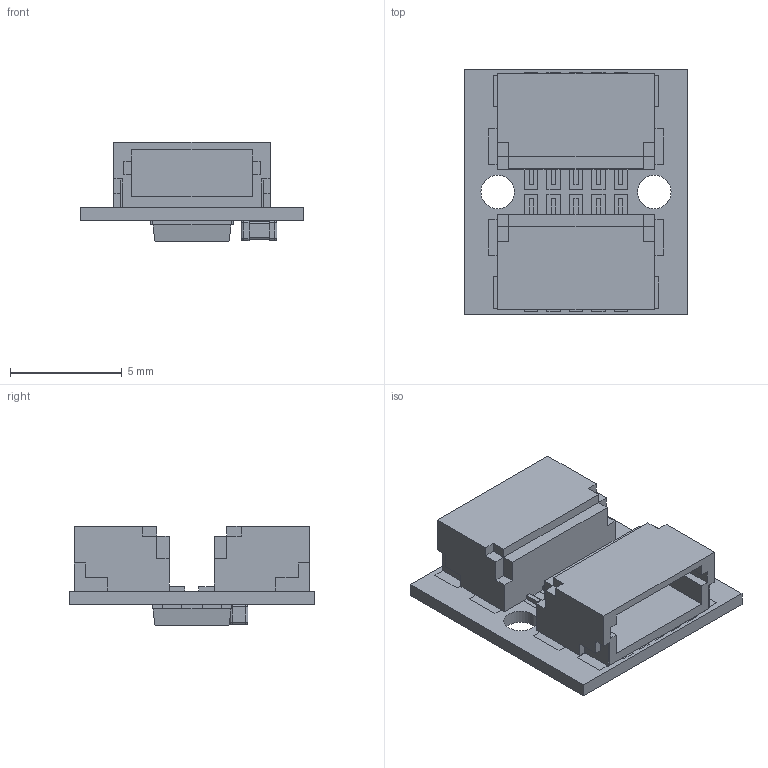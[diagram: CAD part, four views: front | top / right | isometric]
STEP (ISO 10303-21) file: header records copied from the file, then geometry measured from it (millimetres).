
FILE_DESCRIPTION(('FreeCAD Model'),'2;1');
FILE_NAME('Wireling_RGB_AST1018_REV2-STEP.step','2020-07-29T12:34:20',(''),(''), 'Open CASCADE STEP processor 7.4','FreeCAD','Unknown');
FILE_SCHEMA(('AUTOMOTIVE_DESIGN { 1 0 10303 214 1 1 1 1 }'));
Length unit declared in the file: millimetre
Products named in the file (1): Wireling_RGB_AST1018_REV2-STEP
Bounding box: 10 x 11 x 4.45 mm (x, y, z)
Volume: 344.6 mm3; surface area: 1348.4 mm2
Topology: 48 solids, 48 shells, 672 faces, 1884 edges, 1588 vertices
Faces by surface type: plane 596, cylinder 52, sphere 16, bspline 8
Full cylindrical faces by diameter (mm): 1.502 x4
Entity records: 47947 total; most frequent: CARTESIAN_POINT 7977, DIRECTION 6358, LINE 4520, VECTOR 4520, ORIENTED_EDGE 3128, PCURVE 3128, DEFINITIONAL_REPRESENTATION 3128, EDGE_CURVE 1564
